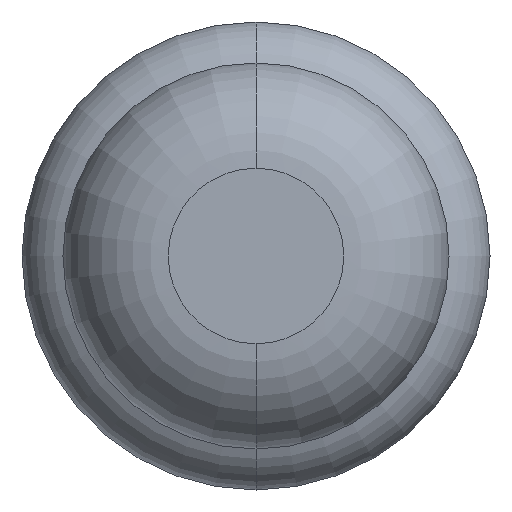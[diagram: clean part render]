
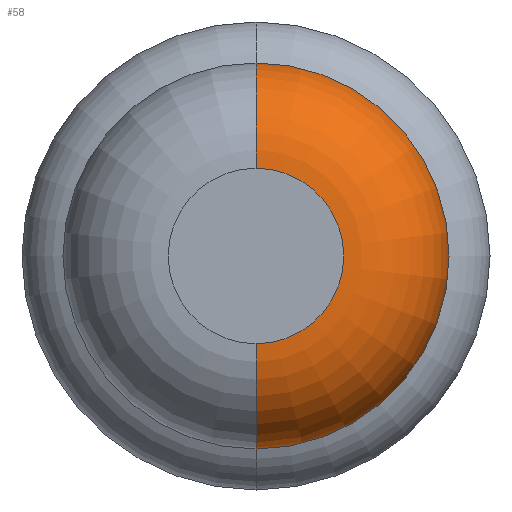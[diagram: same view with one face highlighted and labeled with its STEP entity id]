
A CAD part, front view. The second image highlights one B-rep face of the part: STEP entity #58.
In plain terms, the highlighted toroidal (fillet/blend) face has major radius 0.375 mm and minor radius 0.45 mm.
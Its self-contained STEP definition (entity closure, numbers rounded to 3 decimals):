
#58 = ADVANCED_FACE ( 'Defeature ausgef�hrt1_5', ( #3672 ), #689, .T. ) ;
#62 = DIRECTION ( 'NONE',  ( 0., 0., 1. ) ) ;
#253 = ORIENTED_EDGE ( 'NONE', *, *, #2594, .T. ) ;
#290 = ORIENTED_EDGE ( 'NONE', *, *, #1239, .T. ) ;
#319 = CARTESIAN_POINT ( 'NONE',  ( 0., -26.95, 0. ) ) ;
#434 = DIRECTION ( 'NONE',  ( 0., 0., 1. ) ) ;
#482 = CARTESIAN_POINT ( 'NONE',  ( 0., -26.95, 0.375 ) ) ;
#507 = CIRCLE ( 'NONE', #749, 0.825 ) ;
#529 = VERTEX_POINT ( 'NONE', #1721 ) ;
#629 = DIRECTION ( 'NONE',  ( 0., 1., 0. ) ) ;
#689 = TOROIDAL_SURFACE ( 'NONE', #2700, 0.375, 0.45 ) ;
#749 = AXIS2_PLACEMENT_3D ( 'NONE', #1797, #3245, #2051 ) ;
#763 = AXIS2_PLACEMENT_3D ( 'NONE', #1478, #2024, #2874 ) ;
#802 = EDGE_CURVE ( 'NONE', #3136, #3322, #1595, .T. ) ;
#915 = DIRECTION ( 'NONE',  ( 0., 0., 1. ) ) ;
#960 = ORIENTED_EDGE ( 'NONE', *, *, #802, .F. ) ;
#962 = CARTESIAN_POINT ( 'NONE',  ( 0., -27.4, 0.375 ) ) ;
#967 = DIRECTION ( 'NONE',  ( 0., 1., 0. ) ) ;
#1239 = EDGE_CURVE ( 'NONE', #1358, #529, #2513, .T. ) ;
#1358 = VERTEX_POINT ( 'NONE', #1512 ) ;
#1454 = AXIS2_PLACEMENT_3D ( 'NONE', #482, #2158, #62 ) ;
#1459 = CARTESIAN_POINT ( 'NONE',  ( 0., -26.95, 0.825 ) ) ;
#1478 = CARTESIAN_POINT ( 'NONE',  ( 0., -26.95, -0.375 ) ) ;
#1512 = CARTESIAN_POINT ( 'NONE',  ( 0., -27.4, -0.375 ) ) ;
#1595 = CIRCLE ( 'NONE', #1454, 0.45 ) ;
#1598 = ORIENTED_EDGE ( 'NONE', *, *, #1931, .F. ) ;
#1721 = CARTESIAN_POINT ( 'NONE',  ( 0., -26.95, -0.825 ) ) ;
#1797 = CARTESIAN_POINT ( 'NONE',  ( 0., -26.95, 0. ) ) ;
#1931 = EDGE_CURVE ( 'Defeature ausgef�hrt1_6+Defeature ausgef�hrt1_5+Defeature ausgef�hrt1_5+Defeature ausgef�hrt1_5', #3322, #529, #507, .T. ) ;
#2017 = EDGE_LOOP ( 'NONE', ( #253, #290, #1598, #960 ) ) ;
#2024 = DIRECTION ( 'NONE',  ( 1., 0., 0. ) ) ;
#2051 = DIRECTION ( 'NONE',  ( 0., 0., 1. ) ) ;
#2158 = DIRECTION ( 'NONE',  ( -1., 0., 0. ) ) ;
#2392 = CARTESIAN_POINT ( 'NONE',  ( 0., -27.4, 0. ) ) ;
#2513 = CIRCLE ( 'NONE', #763, 0.45 ) ;
#2594 = EDGE_CURVE ( 'Defeature ausgef�hrt1_5+Defeature ausgef�hrt1_4+Defeature ausgef�hrt1_4+Defeature ausgef�hrt1_4', #3136, #1358, #2812, .T. ) ;
#2700 = AXIS2_PLACEMENT_3D ( 'NONE', #319, #629, #915 ) ;
#2812 = CIRCLE ( 'NONE', #3506, 0.375 ) ;
#2874 = DIRECTION ( 'NONE',  ( 0., 0., -1. ) ) ;
#3136 = VERTEX_POINT ( 'NONE', #962 ) ;
#3245 = DIRECTION ( 'NONE',  ( 0., 1., 0. ) ) ;
#3322 = VERTEX_POINT ( 'NONE', #1459 ) ;
#3506 = AXIS2_PLACEMENT_3D ( 'NONE', #2392, #967, #434 ) ;
#3672 = FACE_OUTER_BOUND ( 'NONE', #2017, .T. ) ;
